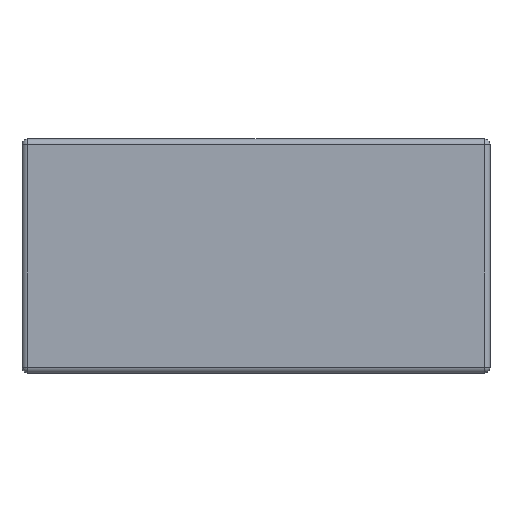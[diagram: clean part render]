
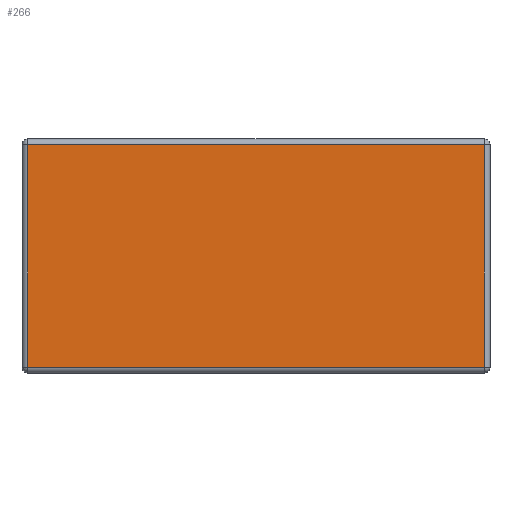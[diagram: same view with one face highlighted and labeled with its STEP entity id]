
A CAD part, top view. The second image highlights one B-rep face of the part: STEP entity #266.
In plain terms, the highlighted planar face has unit normal (0, 0, 1).
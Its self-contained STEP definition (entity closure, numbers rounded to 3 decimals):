
#266 = ADVANCED_FACE( '', ( #544 ), #545, .T. );
#544 = FACE_OUTER_BOUND( '', #817, .T. );
#545 = PLANE( '', #818 );
#817 = EDGE_LOOP( '', ( #1513, #1514, #1515, #1516 ) );
#818 = AXIS2_PLACEMENT_3D( '', #1517, #1518, #1519 );
#1513 = ORIENTED_EDGE( '', *, *, #1601, .T. );
#1514 = ORIENTED_EDGE( '', *, *, #1788, .T. );
#1515 = ORIENTED_EDGE( '', *, *, #1577, .T. );
#1516 = ORIENTED_EDGE( '', *, *, #1614, .T. );
#1517 = CARTESIAN_POINT( '', ( 0., 0., 29.5 ) );
#1518 = DIRECTION( '', ( 0., 0., 1. ) );
#1519 = DIRECTION( '', ( 1., 0., 0. ) );
#1577 = EDGE_CURVE( '', #1873, #1871, #1874, .T. );
#1601 = EDGE_CURVE( '', #1909, #1887, #1913, .T. );
#1614 = EDGE_CURVE( '', #1871, #1909, #1933, .T. );
#1788 = EDGE_CURVE( '', #1887, #1873, #2187, .T. );
#1871 = VERTEX_POINT( '', #2285 );
#1873 = VERTEX_POINT( '', #2287 );
#1874 = LINE( '', #2288, #2289 );
#1887 = VERTEX_POINT( '', #2306 );
#1909 = VERTEX_POINT( '', #2332 );
#1913 = LINE( '', #2337, #2338 );
#1933 = LINE( '', #2365, #2366 );
#2187 = LINE( '', #2736, #2737 );
#2285 = CARTESIAN_POINT( '', ( -58.5, -28.5, 29.5 ) );
#2287 = CARTESIAN_POINT( '', ( -58.5, 28.5, 29.5 ) );
#2288 = CARTESIAN_POINT( '', ( -58.5, -30., 29.5 ) );
#2289 = VECTOR( '', #2817, 1000. );
#2306 = CARTESIAN_POINT( '', ( 58.5, 28.5, 29.5 ) );
#2332 = CARTESIAN_POINT( '', ( 58.5, -28.5, 29.5 ) );
#2337 = CARTESIAN_POINT( '', ( 58.5, 30., 29.5 ) );
#2338 = VECTOR( '', #2854, 1000. );
#2365 = CARTESIAN_POINT( '', ( 60., -28.5, 29.5 ) );
#2366 = VECTOR( '', #2868, 1000. );
#2736 = CARTESIAN_POINT( '', ( -60., 28.5, 29.5 ) );
#2737 = VECTOR( '', #3027, 1000. );
#2817 = DIRECTION( '', ( 0., -1., 0. ) );
#2854 = DIRECTION( '', ( 0., 1., 0. ) );
#2868 = DIRECTION( '', ( 1., 0., 0. ) );
#3027 = DIRECTION( '', ( -1., 0., 0. ) );
